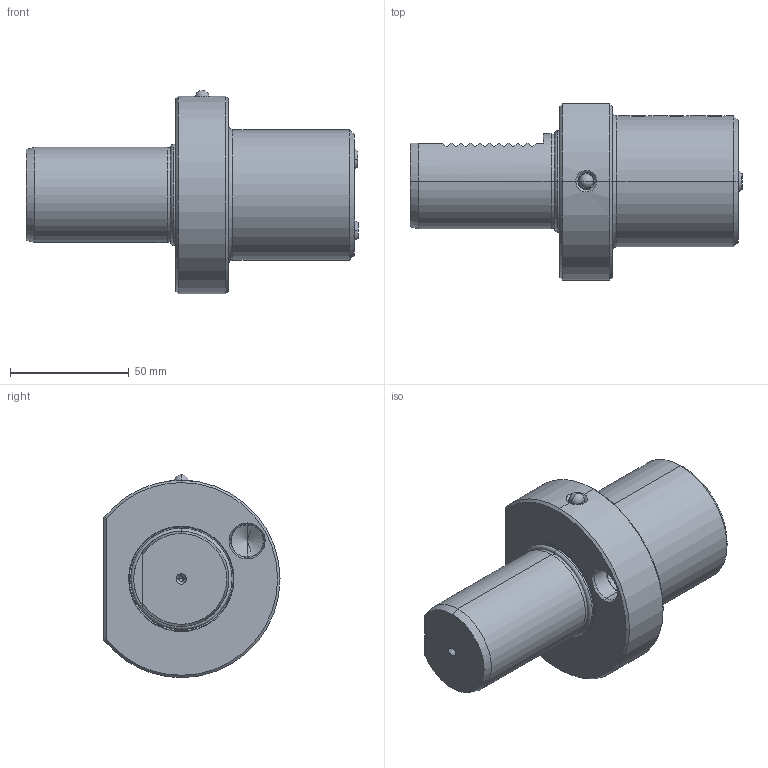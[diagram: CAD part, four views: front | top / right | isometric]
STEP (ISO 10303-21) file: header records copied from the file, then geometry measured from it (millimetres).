
FILE_DESCRIPTION (( 'STEP AP203' ), '1' );
FILE_NAME ('409.52.10.STEP', '2016-11-26T06:50:57', ( '' ), ( '' ), 'SwSTEP 2.0', 'SolidWorks 2012', '' );
FILE_SCHEMA (( 'CONFIG_CONTROL_DESIGN' ));
Products named in the file (8): 409.52.10; 皿頭_M4xP0.7x8L; O型環38.7; 7止水鉚珠; 管螺文螺絲; VDI40        E2_10; 2-44100006N4出水銅嘴; M8xP1.25x20L
Assembly tree (11 placements, depth 2):
  409.52.10
    VDI40        E2_10
    M8xP1.25x20L  x3
    2-44100006N4出水銅嘴  x2
    7止水鉚珠
    O型環38.7
    皿頭_M4xP0.7x8L  x2
    管螺文螺絲
Bounding box: 139.57 x 74 x 85.47 mm (x, y, z)
Volume: 298922.5 mm3; surface area: 47946 mm2
Topology: 12 solids, 12 shells, 761 faces, 2047 edges, 1302 vertices
Faces by surface type: cylinder 379, cone 196, plane 109, bspline 57, torus 14, sphere 6
Entity records: 70057 total; most frequent: CARTESIAN_POINT 56165, ORIENTED_EDGE 3174, DIRECTION 2222, EDGE_CURVE 1587, VERTEX_POINT 1007, AXIS2_PLACEMENT_3D 833, EDGE_LOOP 634, ADVANCED_FACE 605
